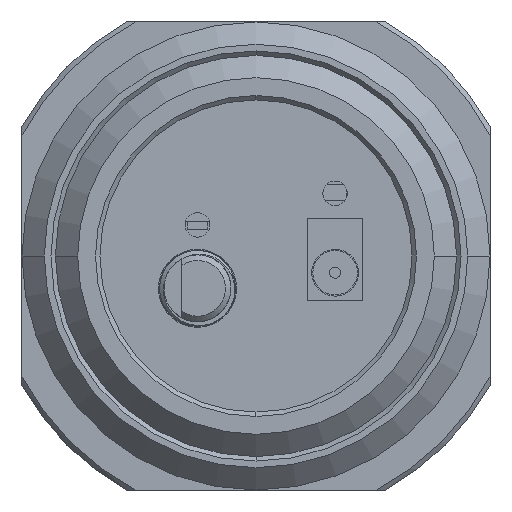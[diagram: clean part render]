
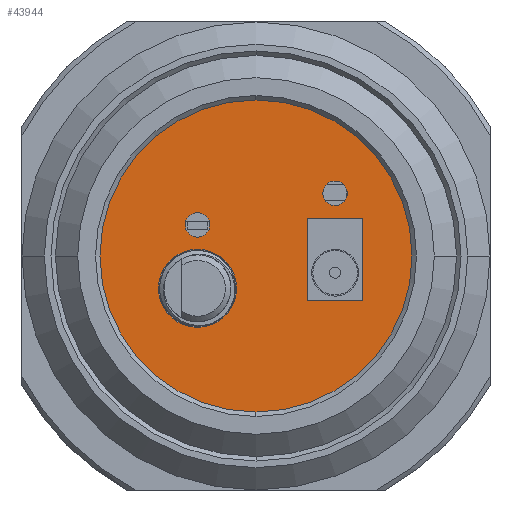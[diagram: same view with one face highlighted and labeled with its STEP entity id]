
A CAD part, front view. The second image highlights one B-rep face of the part: STEP entity #43944.
In plain terms, the highlighted face is planar.
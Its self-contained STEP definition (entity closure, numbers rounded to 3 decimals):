
#42498=CARTESIAN_POINT('',(0.,0.,3.));
#42499=DIRECTION('',(0.,0.,-1.));
#42500=DIRECTION('',(0.,-1.,0.));
#42501=AXIS2_PLACEMENT_3D('',#42498,#42499,#42500);
#42503=CARTESIAN_POINT('',(0.,0.,3.));
#42504=DIRECTION('',(0.,0.,-1.));
#42505=DIRECTION('',(0.,1.,0.));
#42506=AXIS2_PLACEMENT_3D('',#42503,#42504,#42505);
#42508=CARTESIAN_POINT('',(5.25,-2.9,3.));
#42509=DIRECTION('',(0.,0.,-1.));
#42510=DIRECTION('',(1.,0.,0.));
#42511=AXIS2_PLACEMENT_3D('',#42508,#42509,#42510);
#42513=CARTESIAN_POINT('',(5.25,-2.9,3.));
#42514=DIRECTION('',(0.,0.,-1.));
#42515=DIRECTION('',(-1.,0.,0.));
#42516=AXIS2_PLACEMENT_3D('',#42513,#42514,#42515);
#42518=CARTESIAN_POINT('',(-7.1,-1.5,3.));
#42519=DIRECTION('',(0.,0.,-1.));
#42520=DIRECTION('',(1.,0.,0.));
#42521=AXIS2_PLACEMENT_3D('',#42518,#42519,#42520);
#42523=CARTESIAN_POINT('',(-7.1,-1.5,3.));
#42524=DIRECTION('',(0.,0.,-1.));
#42525=DIRECTION('',(-1.,0.,0.));
#42526=AXIS2_PLACEMENT_3D('',#42523,#42524,#42525);
#42528=CARTESIAN_POINT('',(-7.1,5.629,3.));
#42529=DIRECTION('',(0.,0.,1.));
#42530=DIRECTION('',(0.,-1.,0.));
#42531=AXIS2_PLACEMENT_3D('',#42528,#42529,#42530);
#42533=CARTESIAN_POINT('',(-7.1,5.629,3.));
#42534=DIRECTION('',(0.,0.,1.));
#42535=DIRECTION('',(0.,1.,0.));
#42536=AXIS2_PLACEMENT_3D('',#42533,#42534,#42535);
#42538=CARTESIAN_POINT('',(5.25,2.794,3.));
#42539=DIRECTION('',(0.,0.,1.));
#42540=DIRECTION('',(0.,-1.,0.));
#42541=AXIS2_PLACEMENT_3D('',#42538,#42539,#42540);
#42543=CARTESIAN_POINT('',(5.25,2.794,3.));
#42544=DIRECTION('',(0.,0.,1.));
#42545=DIRECTION('',(0.,1.,0.));
#42546=AXIS2_PLACEMENT_3D('',#42543,#42544,#42545);
#42672=CARTESIAN_POINT('',(0.,-14.,3.));
#42673=CARTESIAN_POINT('',(0.,14.,3.));
#42674=VERTEX_POINT('',#42672);
#42675=VERTEX_POINT('',#42673);
#42688=CARTESIAN_POINT('',(8.75,-2.9,3.));
#42689=CARTESIAN_POINT('',(1.75,-2.9,3.));
#42690=VERTEX_POINT('',#42688);
#42691=VERTEX_POINT('',#42689);
#42692=CARTESIAN_POINT('',(-5.,-1.5,3.));
#42693=CARTESIAN_POINT('',(-9.2,-1.5,3.));
#42694=VERTEX_POINT('',#42692);
#42695=VERTEX_POINT('',#42693);
#42704=CARTESIAN_POINT('',(-7.1,4.529,3.));
#42705=CARTESIAN_POINT('',(-7.1,6.729,3.));
#42706=VERTEX_POINT('',#42704);
#42707=VERTEX_POINT('',#42705);
#42708=CARTESIAN_POINT('',(5.25,1.694,3.));
#42709=CARTESIAN_POINT('',(5.25,3.894,3.));
#42710=VERTEX_POINT('',#42708);
#42711=VERTEX_POINT('',#42709);
#43910=CARTESIAN_POINT('',(0.,0.,3.));
#43911=DIRECTION('',(0.,0.,-1.));
#43912=DIRECTION('',(0.,-1.,0.));
#43913=AXIS2_PLACEMENT_3D('',#43910,#43911,#43912);
#43914=PLANE('',#43913);
#43916=ORIENTED_EDGE('',*,*,#43915,.F.);
#43918=ORIENTED_EDGE('',*,*,#43917,.F.);
#43919=EDGE_LOOP('',(#43916,#43918));
#43920=FACE_OUTER_BOUND('',#43919,.F.);
#43921=ORIENTED_EDGE('',*,*,#43900,.T.);
#43923=ORIENTED_EDGE('',*,*,#43922,.T.);
#43924=EDGE_LOOP('',(#43921,#43923));
#43925=FACE_BOUND('',#43924,.F.);
#43927=ORIENTED_EDGE('',*,*,#43926,.T.);
#43929=ORIENTED_EDGE('',*,*,#43928,.T.);
#43930=EDGE_LOOP('',(#43927,#43929));
#43931=FACE_BOUND('',#43930,.F.);
#43933=ORIENTED_EDGE('',*,*,#43932,.F.);
#43935=ORIENTED_EDGE('',*,*,#43934,.F.);
#43936=EDGE_LOOP('',(#43933,#43935));
#43937=FACE_BOUND('',#43936,.F.);
#43939=ORIENTED_EDGE('',*,*,#43938,.F.);
#43941=ORIENTED_EDGE('',*,*,#43940,.F.);
#43942=EDGE_LOOP('',(#43939,#43941));
#43943=FACE_BOUND('',#43942,.F.);
#43944=ADVANCED_FACE('',(#43920,#43925,#43931,#43937,#43943),#43914,.T.);
#42502=CIRCLE('',#42501,14.);
#42507=CIRCLE('',#42506,14.);
#42512=CIRCLE('',#42511,3.5);
#42517=CIRCLE('',#42516,3.5);
#42522=CIRCLE('',#42521,2.1);
#42527=CIRCLE('',#42526,2.1);
#42532=CIRCLE('',#42531,1.1);
#42537=CIRCLE('',#42536,1.1);
#42542=CIRCLE('',#42541,1.1);
#42547=CIRCLE('',#42546,1.1);
#43900=EDGE_CURVE('',#42690,#42691,#42512,.T.);
#43915=EDGE_CURVE('',#42674,#42675,#42502,.T.);
#43917=EDGE_CURVE('',#42675,#42674,#42507,.T.);
#43922=EDGE_CURVE('',#42691,#42690,#42517,.T.);
#43926=EDGE_CURVE('',#42694,#42695,#42522,.T.);
#43928=EDGE_CURVE('',#42695,#42694,#42527,.T.);
#43932=EDGE_CURVE('',#42706,#42707,#42532,.T.);
#43934=EDGE_CURVE('',#42707,#42706,#42537,.T.);
#43938=EDGE_CURVE('',#42710,#42711,#42542,.T.);
#43940=EDGE_CURVE('',#42711,#42710,#42547,.T.);
